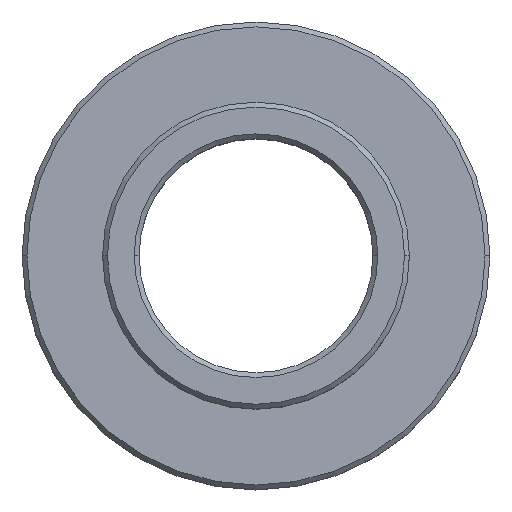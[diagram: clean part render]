
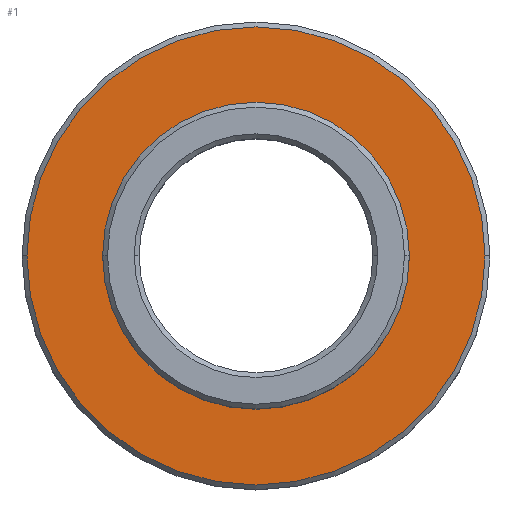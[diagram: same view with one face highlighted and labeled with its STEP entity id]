
A CAD part, top view. The second image highlights one B-rep face of the part: STEP entity #1.
In plain terms, the highlighted planar face has unit normal (0, 0, 1).
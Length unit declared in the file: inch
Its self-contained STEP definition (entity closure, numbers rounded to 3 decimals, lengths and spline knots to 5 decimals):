
#1 = ADVANCED_FACE ( 'NONE', ( #84, #394 ), #178, .F. ) ;
#4 = VERTEX_POINT ( 'NONE', #473 ) ;
#8 = EDGE_CURVE ( 'NONE', #267, #27, #48, .T. ) ;
#15 = CARTESIAN_POINT ( 'NONE',  ( 0., 0., 0. ) ) ;
#27 = VERTEX_POINT ( 'NONE', #55 ) ;
#43 = EDGE_CURVE ( 'NONE', #27, #267, #124, .T. ) ;
#48 = CIRCLE ( 'NONE', #336, 0.15748 ) ;
#55 = CARTESIAN_POINT ( 'NONE',  ( -0.15748, 0., 0. ) ) ;
#60 = EDGE_CURVE ( 'NONE', #4, #400, #250, .T. ) ;
#72 = DIRECTION ( 'NONE',  ( 0., 0., -1. ) ) ;
#84 = FACE_OUTER_BOUND ( 'NONE', #251, .T. ) ;
#88 = DIRECTION ( 'NONE',  ( -1., 0., 0. ) ) ;
#119 = EDGE_CURVE ( 'NONE', #400, #4, #199, .T. ) ;
#124 = CIRCLE ( 'NONE', #367, 0.15748 ) ;
#138 = DIRECTION ( 'NONE',  ( -1., 0., 0. ) ) ;
#152 = DIRECTION ( 'NONE',  ( -1., 0., 0. ) ) ;
#153 = DIRECTION ( 'NONE',  ( 0., 0., 1. ) ) ;
#178 = PLANE ( 'NONE',  #310 ) ;
#183 = DIRECTION ( 'NONE',  ( 0., 0., 1. ) ) ;
#199 = CIRCLE ( 'NONE', #503, 0.23516 ) ;
#202 = ORIENTED_EDGE ( 'NONE', *, *, #8, .T. ) ;
#220 = CARTESIAN_POINT ( 'NONE',  ( 0.15748, 0., 0. ) ) ;
#223 = DIRECTION ( 'NONE',  ( 0., 0., -1. ) ) ;
#227 = DIRECTION ( 'NONE',  ( -1., 0., 0. ) ) ;
#244 = ORIENTED_EDGE ( 'NONE', *, *, #119, .T. ) ;
#248 = CARTESIAN_POINT ( 'NONE',  ( 0., 0., 0. ) ) ;
#250 = CIRCLE ( 'NONE', #546, 0.23516 ) ;
#251 = EDGE_LOOP ( 'NONE', ( #244, #467 ) ) ;
#267 = VERTEX_POINT ( 'NONE', #220 ) ;
#310 = AXIS2_PLACEMENT_3D ( 'NONE', #479, #522, #227 ) ;
#323 = EDGE_LOOP ( 'NONE', ( #496, #202 ) ) ;
#336 = AXIS2_PLACEMENT_3D ( 'NONE', #440, #223, #88 ) ;
#367 = AXIS2_PLACEMENT_3D ( 'NONE', #15, #72, #500 ) ;
#394 = FACE_BOUND ( 'NONE', #323, .T. ) ;
#400 = VERTEX_POINT ( 'NONE', #493 ) ;
#440 = CARTESIAN_POINT ( 'NONE',  ( 0., 0., 0. ) ) ;
#467 = ORIENTED_EDGE ( 'NONE', *, *, #60, .T. ) ;
#473 = CARTESIAN_POINT ( 'NONE',  ( 0.23516, 0., 0. ) ) ;
#479 = CARTESIAN_POINT ( 'NONE',  ( 0., 0., 0. ) ) ;
#487 = CARTESIAN_POINT ( 'NONE',  ( 0., 0., 0. ) ) ;
#493 = CARTESIAN_POINT ( 'NONE',  ( -0.23516, 0., 0. ) ) ;
#496 = ORIENTED_EDGE ( 'NONE', *, *, #43, .T. ) ;
#500 = DIRECTION ( 'NONE',  ( -1., 0., 0. ) ) ;
#503 = AXIS2_PLACEMENT_3D ( 'NONE', #248, #153, #152 ) ;
#522 = DIRECTION ( 'NONE',  ( 0., 0., -1. ) ) ;
#546 = AXIS2_PLACEMENT_3D ( 'NONE', #487, #183, #138 ) ;
